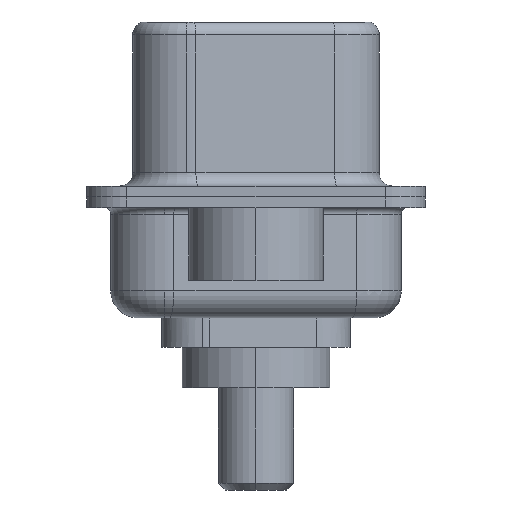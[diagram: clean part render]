
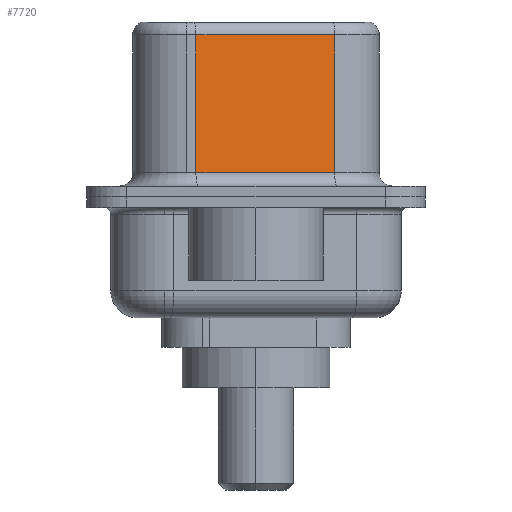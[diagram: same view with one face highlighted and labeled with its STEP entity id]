
A CAD part, left-side view. The second image highlights one B-rep face of the part: STEP entity #7720.
In plain terms, the highlighted planar face has unit normal (-0.985, -0.174, 0).
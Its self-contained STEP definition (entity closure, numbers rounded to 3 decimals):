
#206 = EDGE_LOOP ( 'NONE', ( #3963, #8010, #5363, #11455 ) ) ;
#2443 = EDGE_CURVE ( 'NONE', #6373, #16718, #6885, .T. ) ;
#2991 = EDGE_CURVE ( 'NONE', #16718, #8479, #16557, .T. ) ;
#3663 = DIRECTION ( 'NONE',  ( 0., 0., -1. ) ) ;
#3963 = ORIENTED_EDGE ( 'NONE', *, *, #9918, .F. ) ;
#4217 = DIRECTION ( 'NONE',  ( 0.174, -0.985, 0. ) ) ;
#4329 = VERTEX_POINT ( 'NONE', #7039 ) ;
#5318 = VECTOR ( 'NONE', #10384, 1000. ) ;
#5363 = ORIENTED_EDGE ( 'NONE', *, *, #2991, .T. ) ;
#6373 = VERTEX_POINT ( 'NONE', #8021 ) ;
#6526 = AXIS2_PLACEMENT_3D ( 'NONE', #8147, #6661, #6655 ) ;
#6537 = LINE ( 'NONE', #13260, #9951 ) ;
#6655 = DIRECTION ( 'NONE',  ( -0.174, 0.985, 0. ) ) ;
#6661 = DIRECTION ( 'NONE',  ( 0.985, 0.174, 0. ) ) ;
#6885 = LINE ( 'NONE', #8321, #7711 ) ;
#7039 = CARTESIAN_POINT ( 'NONE',  ( 4.58, -2.927, 0.9 ) ) ;
#7711 = VECTOR ( 'NONE', #8055, 1000. ) ;
#7720 = ADVANCED_FACE ( 'NONE', ( #13063 ), #8453, .F. ) ;
#7801 = CARTESIAN_POINT ( 'NONE',  ( 4.58, -2.927, 6.52 ) ) ;
#8010 = ORIENTED_EDGE ( 'NONE', *, *, #2443, .T. ) ;
#8021 = CARTESIAN_POINT ( 'NONE',  ( 4.58, -2.927, 6.02 ) ) ;
#8055 = DIRECTION ( 'NONE',  ( -0.174, 0.985, 0. ) ) ;
#8147 = CARTESIAN_POINT ( 'NONE',  ( 4.58, -2.927, 6.52 ) ) ;
#8321 = CARTESIAN_POINT ( 'NONE',  ( 4.58, -2.927, 6.02 ) ) ;
#8453 = PLANE ( 'NONE',  #6526 ) ;
#8479 = VERTEX_POINT ( 'NONE', #11555 ) ;
#8903 = VECTOR ( 'NONE', #3663, 1000. ) ;
#9918 = EDGE_CURVE ( 'NONE', #6373, #4329, #11823, .T. ) ;
#9951 = VECTOR ( 'NONE', #4217, 1000. ) ;
#10384 = DIRECTION ( 'NONE',  ( 0., 0., -1. ) ) ;
#11080 = EDGE_CURVE ( 'NONE', #8479, #4329, #6537, .T. ) ;
#11455 = ORIENTED_EDGE ( 'NONE', *, *, #11080, .T. ) ;
#11555 = CARTESIAN_POINT ( 'NONE',  ( 3.67, 2.233, 0.9 ) ) ;
#11823 = LINE ( 'NONE', #7801, #5318 ) ;
#13063 = FACE_OUTER_BOUND ( 'NONE', #206, .T. ) ;
#13260 = CARTESIAN_POINT ( 'NONE',  ( 4.58, -2.927, 0.9 ) ) ;
#13535 = CARTESIAN_POINT ( 'NONE',  ( 3.67, 2.233, 6.52 ) ) ;
#16557 = LINE ( 'NONE', #13535, #8903 ) ;
#16718 = VERTEX_POINT ( 'NONE', #16934 ) ;
#16934 = CARTESIAN_POINT ( 'NONE',  ( 3.67, 2.233, 6.02 ) ) ;
